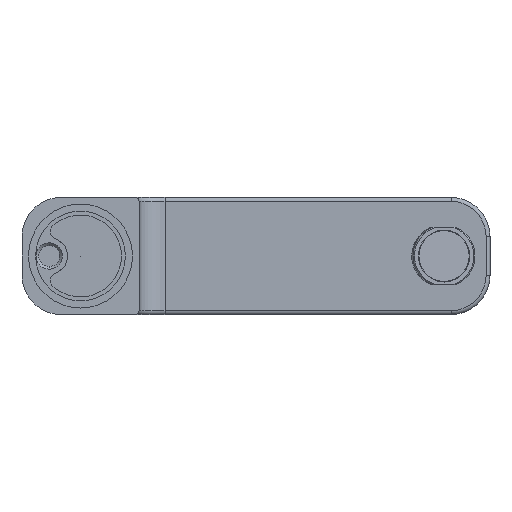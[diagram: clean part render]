
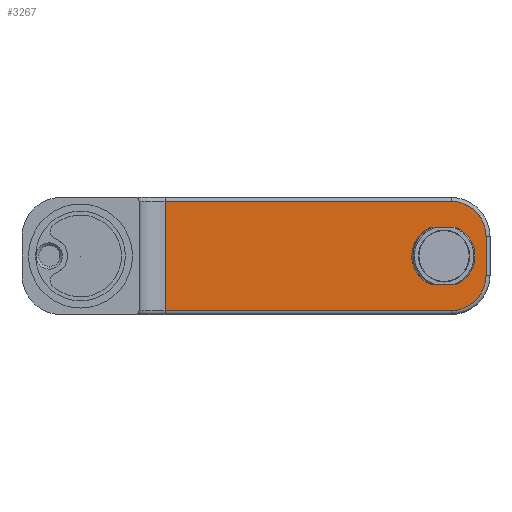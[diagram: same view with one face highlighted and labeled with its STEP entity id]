
A CAD part, front view. The second image highlights one B-rep face of the part: STEP entity #3267.
In plain terms, the highlighted planar face has unit normal (0, -1, 0).
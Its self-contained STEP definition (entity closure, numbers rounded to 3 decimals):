
#355 = DIRECTION ( 'NONE',  ( -1., 0., 0. ) ) ;
#401 = EDGE_LOOP ( 'NONE', ( #9154, #12480, #12686, #1312, #5678 ) ) ;
#539 =( BOUNDED_CURVE ( )  B_SPLINE_CURVE ( 3, ( #11020, #12136, #9822, #4206 ),
 .UNSPECIFIED., .F., .T. ) 
 B_SPLINE_CURVE_WITH_KNOTS ( ( 4, 4 ),
 ( 0., 1.16 ),
 .UNSPECIFIED. ) 
 CURVE ( )  GEOMETRIC_REPRESENTATION_ITEM ( )  RATIONAL_B_SPLINE_CURVE ( ( 1., 0.891, 0.891, 1. ) ) 
 REPRESENTATION_ITEM ( '' )  );
#737 = LINE ( 'NONE', #8391, #3176 ) ;
#748 = CARTESIAN_POINT ( 'NONE',  ( 123.376, 97., 6.113 ) ) ;
#1068 = CARTESIAN_POINT ( 'NONE',  ( 134.668, 97., -11. ) ) ;
#1312 = ORIENTED_EDGE ( 'NONE', *, *, #3638, .F. ) ;
#1459 = CARTESIAN_POINT ( 'NONE',  ( 156., 97., -7.5 ) ) ;
#1501 = DIRECTION ( 'NONE',  ( 0., -1., 0. ) ) ;
#1508 = CARTESIAN_POINT ( 'NONE',  ( 156., 97., 7.5 ) ) ;
#1605 = CARTESIAN_POINT ( 'NONE',  ( 151.59, 97., 0. ) ) ;
#1829 = CIRCLE ( 'NONE', #14593, 13.5 ) ;
#1930 = VERTEX_POINT ( 'NONE', #4506 ) ;
#2676 = EDGE_CURVE ( 'NONE', #10998, #10910, #11442, .T. ) ;
#2782 = CARTESIAN_POINT ( 'NONE',  ( 142.5, 97., -21. ) ) ;
#2801 = CARTESIAN_POINT ( 'NONE',  ( 144.332, 97., -11. ) ) ;
#2833 = LINE ( 'NONE', #12824, #5124 ) ;
#3176 = VECTOR ( 'NONE', #3849, 1000. ) ;
#3267 = ADVANCED_FACE ( 'NONE', ( #10055, #3710 ), #3728, .F. ) ;
#3295 = VERTEX_POINT ( 'NONE', #1508 ) ;
#3325 = CARTESIAN_POINT ( 'NONE',  ( 151.59, 97., 0. ) ) ;
#3638 = EDGE_CURVE ( 'NONE', #12674, #9294, #7531, .T. ) ;
#3682 = DIRECTION ( 'NONE',  ( 0., 1., 0. ) ) ;
#3710 = FACE_OUTER_BOUND ( 'NONE', #4212, .T. ) ;
#3728 = PLANE ( 'NONE',  #8681 ) ;
#3849 = DIRECTION ( 'NONE',  ( 1., 0., 0. ) ) ;
#4010 = VECTOR ( 'NONE', #6134, 1000. ) ;
#4206 = CARTESIAN_POINT ( 'NONE',  ( 144.332, 97., 11. ) ) ;
#4212 = EDGE_LOOP ( 'NONE', ( #9700, #9248, #5140, #8577, #4362, #7811 ) ) ;
#4362 = ORIENTED_EDGE ( 'NONE', *, *, #10285, .T. ) ;
#4385 = LINE ( 'NONE', #6352, #12436 ) ;
#4506 = CARTESIAN_POINT ( 'NONE',  ( 142.5, 97., 21. ) ) ;
#4519 = CARTESIAN_POINT ( 'NONE',  ( 148.875, 97., -9.034 ) ) ;
#4986 = CARTESIAN_POINT ( 'NONE',  ( 32.5, 97., 22.5 ) ) ;
#5124 = VECTOR ( 'NONE', #7229, 1000. ) ;
#5134 = VECTOR ( 'NONE', #12532, 1000. ) ;
#5140 = ORIENTED_EDGE ( 'NONE', *, *, #13101, .T. ) ;
#5167 = EDGE_CURVE ( 'NONE', #13117, #8423, #6728, .T. ) ;
#5451 = DIRECTION ( 'NONE',  ( -1., 0., 0. ) ) ;
#5530 = CARTESIAN_POINT ( 'NONE',  ( 144.332, 97., -11. ) ) ;
#5548 = VERTEX_POINT ( 'NONE', #8150 ) ;
#5575 = VECTOR ( 'NONE', #355, 1000. ) ;
#5660 = EDGE_CURVE ( 'NONE', #8311, #3295, #2833, .T. ) ;
#5678 = ORIENTED_EDGE ( 'NONE', *, *, #5731, .F. ) ;
#5731 = EDGE_CURVE ( 'NONE', #8423, #12674, #737, .T. ) ;
#6095 = CARTESIAN_POINT ( 'NONE',  ( 142.5, 97., -7.5 ) ) ;
#6134 = DIRECTION ( 'NONE',  ( 0., 0., -1. ) ) ;
#6352 = CARTESIAN_POINT ( 'NONE',  ( 134.736, 97., 11. ) ) ;
#6504 = LINE ( 'NONE', #11534, #5575 ) ;
#6687 = EDGE_CURVE ( 'NONE', #1930, #7935, #6504, .T. ) ;
#6704 = CARTESIAN_POINT ( 'NONE',  ( 151.59, 97., -4.919 ) ) ;
#6728 =( BOUNDED_CURVE ( )  B_SPLINE_CURVE ( 3, ( #7494, #748, #10896, #1068 ),
 .UNSPECIFIED., .F., .T. ) 
 B_SPLINE_CURVE_WITH_KNOTS ( ( 4, 4 ),
 ( 1.982, 4.301 ),
 .UNSPECIFIED. ) 
 CURVE ( )  GEOMETRIC_REPRESENTATION_ITEM ( )  RATIONAL_B_SPLINE_CURVE ( ( 1., 0.6, 0.6, 1. ) ) 
 REPRESENTATION_ITEM ( '' )  );
#6833 = EDGE_CURVE ( 'NONE', #7935, #10998, #7027, .T. ) ;
#7027 = LINE ( 'NONE', #4986, #4010 ) ;
#7061 = CARTESIAN_POINT ( 'NONE',  ( 32.5, 97., 22.5 ) ) ;
#7229 = DIRECTION ( 'NONE',  ( 0., 0., 1. ) ) ;
#7494 = CARTESIAN_POINT ( 'NONE',  ( 134.668, 97., 11. ) ) ;
#7531 =( BOUNDED_CURVE ( )  B_SPLINE_CURVE ( 3, ( #5530, #4519, #6704, #3325 ),
 .UNSPECIFIED., .F., .T. ) 
 B_SPLINE_CURVE_WITH_KNOTS ( ( 4, 4 ),
 ( 5.124, 6.283 ),
 .UNSPECIFIED. ) 
 CURVE ( )  GEOMETRIC_REPRESENTATION_ITEM ( )  RATIONAL_B_SPLINE_CURVE ( ( 1., 0.891, 0.891, 1. ) ) 
 REPRESENTATION_ITEM ( '' )  );
#7811 = ORIENTED_EDGE ( 'NONE', *, *, #6687, .T. ) ;
#7935 = VERTEX_POINT ( 'NONE', #10435 ) ;
#8150 = CARTESIAN_POINT ( 'NONE',  ( 144.332, 97., 11. ) ) ;
#8178 = DIRECTION ( 'NONE',  ( -1., 0., 0. ) ) ;
#8311 = VERTEX_POINT ( 'NONE', #1459 ) ;
#8391 = CARTESIAN_POINT ( 'NONE',  ( 134.736, 97., -11. ) ) ;
#8423 = VERTEX_POINT ( 'NONE', #10326 ) ;
#8577 = ORIENTED_EDGE ( 'NONE', *, *, #5660, .T. ) ;
#8681 = AXIS2_PLACEMENT_3D ( 'NONE', #7061, #3682, #8178 ) ;
#9154 = ORIENTED_EDGE ( 'NONE', *, *, #5167, .F. ) ;
#9202 = CARTESIAN_POINT ( 'NONE',  ( 134.668, 97., 11. ) ) ;
#9248 = ORIENTED_EDGE ( 'NONE', *, *, #2676, .T. ) ;
#9294 = VERTEX_POINT ( 'NONE', #1605 ) ;
#9700 = ORIENTED_EDGE ( 'NONE', *, *, #6833, .T. ) ;
#9822 = CARTESIAN_POINT ( 'NONE',  ( 148.875, 97., 9.034 ) ) ;
#10055 = FACE_BOUND ( 'NONE', #401, .T. ) ;
#10285 = EDGE_CURVE ( 'NONE', #3295, #1930, #1829, .T. ) ;
#10326 = CARTESIAN_POINT ( 'NONE',  ( 134.668, 97., -11. ) ) ;
#10435 = CARTESIAN_POINT ( 'NONE',  ( 32.5, 97., 21. ) ) ;
#10804 = CIRCLE ( 'NONE', #14226, 13.5 ) ;
#10835 = CARTESIAN_POINT ( 'NONE',  ( 32.5, 97., -21. ) ) ;
#10896 = CARTESIAN_POINT ( 'NONE',  ( 123.376, 97., -6.113 ) ) ;
#10910 = VERTEX_POINT ( 'NONE', #2782 ) ;
#10996 = CARTESIAN_POINT ( 'NONE',  ( 142.5, 97., 7.5 ) ) ;
#10998 = VERTEX_POINT ( 'NONE', #10835 ) ;
#11020 = CARTESIAN_POINT ( 'NONE',  ( 151.59, 97., 0. ) ) ;
#11442 = LINE ( 'NONE', #12483, #5134 ) ;
#11534 = CARTESIAN_POINT ( 'NONE',  ( 32.5, 97., 21. ) ) ;
#11835 = EDGE_CURVE ( 'NONE', #5548, #13117, #4385, .T. ) ;
#11946 = DIRECTION ( 'NONE',  ( -1., 0., 0. ) ) ;
#11953 = DIRECTION ( 'NONE',  ( -1., 0., 0. ) ) ;
#12136 = CARTESIAN_POINT ( 'NONE',  ( 151.59, 97., 4.919 ) ) ;
#12436 = VECTOR ( 'NONE', #11953, 1000. ) ;
#12480 = ORIENTED_EDGE ( 'NONE', *, *, #11835, .F. ) ;
#12483 = CARTESIAN_POINT ( 'NONE',  ( 32.5, 97., -21. ) ) ;
#12532 = DIRECTION ( 'NONE',  ( 1., 0., 0. ) ) ;
#12674 = VERTEX_POINT ( 'NONE', #2801 ) ;
#12686 = ORIENTED_EDGE ( 'NONE', *, *, #13271, .F. ) ;
#12824 = CARTESIAN_POINT ( 'NONE',  ( 156., 97., 22.5 ) ) ;
#13101 = EDGE_CURVE ( 'NONE', #10910, #8311, #10804, .T. ) ;
#13117 = VERTEX_POINT ( 'NONE', #9202 ) ;
#13217 = DIRECTION ( 'NONE',  ( 0., -1., 0. ) ) ;
#13271 = EDGE_CURVE ( 'NONE', #9294, #5548, #539, .T. ) ;
#14226 = AXIS2_PLACEMENT_3D ( 'NONE', #6095, #1501, #11946 ) ;
#14593 = AXIS2_PLACEMENT_3D ( 'NONE', #10996, #13217, #5451 ) ;
